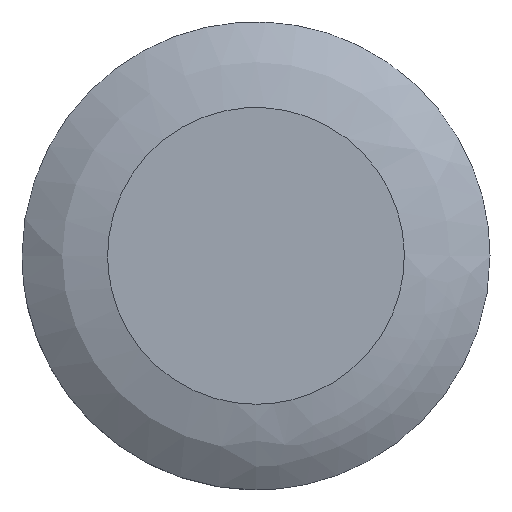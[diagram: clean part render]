
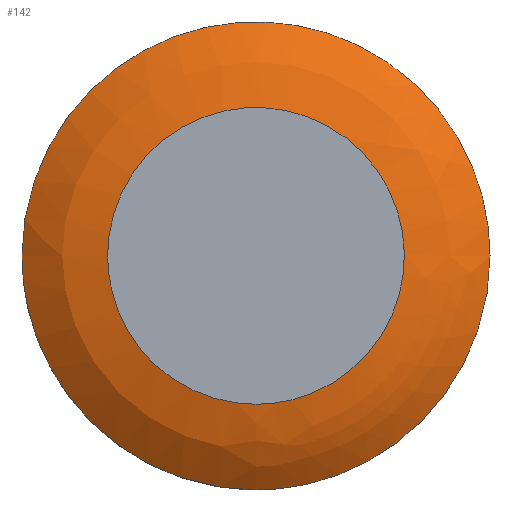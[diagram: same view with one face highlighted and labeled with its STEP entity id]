
A CAD part, front view. The second image highlights one B-rep face of the part: STEP entity #142.
In plain terms, the highlighted free-form (B-spline) face has degree [2, 2] with [3, 9] control points.
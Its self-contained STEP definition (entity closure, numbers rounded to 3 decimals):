
#142 = ADVANCED_FACE('',(#143),#198,.T.);
#143 = FACE_BOUND('',#144,.T.);
#144 = EDGE_LOOP('',(#145,#157,#165,#173,#181,#191,#192));
#145 = ORIENTED_EDGE('',*,*,#146,.F.);
#146 = EDGE_CURVE('',#147,#149,#151,.T.);
#147 = VERTEX_POINT('',#148);
#148 = CARTESIAN_POINT('',(-16.093,2.454,0.));
#149 = VERTEX_POINT('',#150);
#150 = CARTESIAN_POINT('',(16.093,2.454,0.));
#151 = ( BOUNDED_CURVE() B_SPLINE_CURVE(2,(#152,#153,#154,#155,#156),
.UNSPECIFIED.,.F.,.F.) B_SPLINE_CURVE_WITH_KNOTS((3,2,3),(-3.142
,-1.571,0.),.UNSPECIFIED.) CURVE() 
GEOMETRIC_REPRESENTATION_ITEM() RATIONAL_B_SPLINE_CURVE((1.,
0.707,1.,0.707,1.)) REPRESENTATION_ITEM('') );
#152 = CARTESIAN_POINT('',(-16.093,2.454,
    0.));
#153 = CARTESIAN_POINT('',(-16.093,2.454,16.093)
  );
#154 = CARTESIAN_POINT('',(0.,2.454,
    16.093));
#155 = CARTESIAN_POINT('',(16.093,2.454,16.093)
  );
#156 = CARTESIAN_POINT('',(16.093,2.454,0.));
#157 = ORIENTED_EDGE('',*,*,#158,.F.);
#158 = EDGE_CURVE('',#159,#147,#161,.T.);
#159 = VERTEX_POINT('',#160);
#160 = CARTESIAN_POINT('',(0.,2.454,-16.093));
#161 = ( BOUNDED_CURVE() B_SPLINE_CURVE(2,(#162,#163,#164),
.UNSPECIFIED.,.F.,.F.) B_SPLINE_CURVE_WITH_KNOTS((3,3),(1.571,
3.142),.PIECEWISE_BEZIER_KNOTS.) CURVE() 
GEOMETRIC_REPRESENTATION_ITEM() RATIONAL_B_SPLINE_CURVE((1.,
0.707,1.)) REPRESENTATION_ITEM('') );
#162 = CARTESIAN_POINT('',(0.,2.454,
    -16.093));
#163 = CARTESIAN_POINT('',(-16.093,2.454,-16.093
    ));
#164 = CARTESIAN_POINT('',(-16.093,2.454,
    0.));
#165 = ORIENTED_EDGE('',*,*,#166,.T.);
#166 = EDGE_CURVE('',#159,#167,#169,.T.);
#167 = VERTEX_POINT('',#168);
#168 = CARTESIAN_POINT('',(0.,0.,-10.202));
#169 = ( BOUNDED_CURVE() B_SPLINE_CURVE(2,(#170,#171,#172),
.UNSPECIFIED.,.F.,.F.) B_SPLINE_CURVE_WITH_KNOTS((3,3),(0.89,
1.462),.PIECEWISE_BEZIER_KNOTS.) CURVE() 
GEOMETRIC_REPRESENTATION_ITEM() RATIONAL_B_SPLINE_CURVE((1.,
0.959,1.)) REPRESENTATION_ITEM('') );
#170 = CARTESIAN_POINT('',(0.,2.454,-16.093));
#171 = CARTESIAN_POINT('',(0.,0.361,-13.508));
#172 = CARTESIAN_POINT('',(0.,0.,-10.202));
#173 = ORIENTED_EDGE('',*,*,#174,.T.);
#174 = EDGE_CURVE('',#167,#175,#177,.T.);
#175 = VERTEX_POINT('',#176);
#176 = CARTESIAN_POINT('',(-10.202,0.,0.));
#177 = ( BOUNDED_CURVE() B_SPLINE_CURVE(2,(#178,#179,#180),
.UNSPECIFIED.,.F.,.F.) B_SPLINE_CURVE_WITH_KNOTS((3,3),(1.571,
3.142),.PIECEWISE_BEZIER_KNOTS.) CURVE() 
GEOMETRIC_REPRESENTATION_ITEM() RATIONAL_B_SPLINE_CURVE((1.,
0.707,1.)) REPRESENTATION_ITEM('') );
#178 = CARTESIAN_POINT('',(0.,0.,-10.202));
#179 = CARTESIAN_POINT('',(-10.202,0.,-10.202));
#180 = CARTESIAN_POINT('',(-10.202,0.,0.));
#181 = ORIENTED_EDGE('',*,*,#182,.T.);
#182 = EDGE_CURVE('',#175,#167,#183,.T.);
#183 = ( BOUNDED_CURVE() B_SPLINE_CURVE(2,(#184,#185,#186,#187,#188,#189
,#190),.UNSPECIFIED.,.F.,.F.) B_SPLINE_CURVE_WITH_KNOTS((3,2,2,3),(
    -3.142,-1.571,0.,1.571),.UNSPECIFIED.) 
CURVE() GEOMETRIC_REPRESENTATION_ITEM() RATIONAL_B_SPLINE_CURVE((1.,
    0.707,1.,0.707,1.,0.707,1.)) 
REPRESENTATION_ITEM('') );
#184 = CARTESIAN_POINT('',(-10.202,0.,0.));
#185 = CARTESIAN_POINT('',(-10.202,0.,10.202));
#186 = CARTESIAN_POINT('',(0.,0.,10.202));
#187 = CARTESIAN_POINT('',(10.202,0.,10.202));
#188 = CARTESIAN_POINT('',(10.202,0.,0.));
#189 = CARTESIAN_POINT('',(10.202,0.,-10.202));
#190 = CARTESIAN_POINT('',(0.,0.,-10.202));
#191 = ORIENTED_EDGE('',*,*,#166,.F.);
#192 = ORIENTED_EDGE('',*,*,#193,.F.);
#193 = EDGE_CURVE('',#149,#159,#194,.T.);
#194 = ( BOUNDED_CURVE() B_SPLINE_CURVE(2,(#195,#196,#197),
.UNSPECIFIED.,.F.,.F.) B_SPLINE_CURVE_WITH_KNOTS((3,3),(0.,
1.571),.PIECEWISE_BEZIER_KNOTS.) CURVE() 
GEOMETRIC_REPRESENTATION_ITEM() RATIONAL_B_SPLINE_CURVE((1.,
0.707,1.)) REPRESENTATION_ITEM('') );
#195 = CARTESIAN_POINT('',(16.093,2.454,0.));
#196 = CARTESIAN_POINT('',(16.093,2.454,-16.093)
  );
#197 = CARTESIAN_POINT('',(0.,2.454,
    -16.093));
#198 = ( BOUNDED_SURFACE() B_SPLINE_SURFACE(2,2,(
    (#199,#200,#201,#202,#203,#204,#205,#206,#207)
    ,(#208,#209,#210,#211,#212,#213,#214,#215,#216)
    ,(#217,#218,#219,#220,#221,#222,#223,#224,#225
)),.UNSPECIFIED.,.F.,.T.,.F.) B_SPLINE_SURFACE_WITH_KNOTS((3,3),(1,2,2,2
    ,2,2,1),(-1.462,-0.89),(-4.712,
    -3.142,-1.571,0.,1.571,3.142,
4.712),.UNSPECIFIED.) GEOMETRIC_REPRESENTATION_ITEM() 
RATIONAL_B_SPLINE_SURFACE((
    (1.,0.707,1.,0.707,1.,0.707,1.
      ,0.707,1.)
    ,(0.959,0.678,0.959,0.678
      ,0.959,0.678,0.959,0.678
      ,0.959)
    ,(1.,0.707,1.,0.707,1.,0.707,1.
,0.707,1.))) REPRESENTATION_ITEM('') SURFACE() );
#199 = CARTESIAN_POINT('',(0.,2.454,-16.093));
#200 = CARTESIAN_POINT('',(-16.093,2.454,-16.093
    ));
#201 = CARTESIAN_POINT('',(-16.093,2.454,0.));
#202 = CARTESIAN_POINT('',(-16.093,2.454,16.093)
  );
#203 = CARTESIAN_POINT('',(0.,2.454,16.093));
#204 = CARTESIAN_POINT('',(16.093,2.454,16.093)
  );
#205 = CARTESIAN_POINT('',(16.093,2.454,0.));
#206 = CARTESIAN_POINT('',(16.093,2.454,-16.093)
  );
#207 = CARTESIAN_POINT('',(0.,2.454,-16.093));
#208 = CARTESIAN_POINT('',(0.,0.361,-13.508));
#209 = CARTESIAN_POINT('',(-13.508,0.361,-13.508)
  );
#210 = CARTESIAN_POINT('',(-13.508,0.361,0.));
#211 = CARTESIAN_POINT('',(-13.508,0.361,13.508
    ));
#212 = CARTESIAN_POINT('',(0.,0.361,13.508));
#213 = CARTESIAN_POINT('',(13.508,0.361,
    13.508));
#214 = CARTESIAN_POINT('',(13.508,0.361,0.));
#215 = CARTESIAN_POINT('',(13.508,0.361,-13.508
    ));
#216 = CARTESIAN_POINT('',(0.,0.361,-13.508));
#217 = CARTESIAN_POINT('',(0.,0.,-10.202));
#218 = CARTESIAN_POINT('',(-10.202,0.,
    -10.202));
#219 = CARTESIAN_POINT('',(-10.202,0.,0.));
#220 = CARTESIAN_POINT('',(-10.202,0.,
    10.202));
#221 = CARTESIAN_POINT('',(0.,0.,10.202));
#222 = CARTESIAN_POINT('',(10.202,0.,
    10.202));
#223 = CARTESIAN_POINT('',(10.202,0.,0.));
#224 = CARTESIAN_POINT('',(10.202,0.,
    -10.202));
#225 = CARTESIAN_POINT('',(0.,0.,-10.202));
